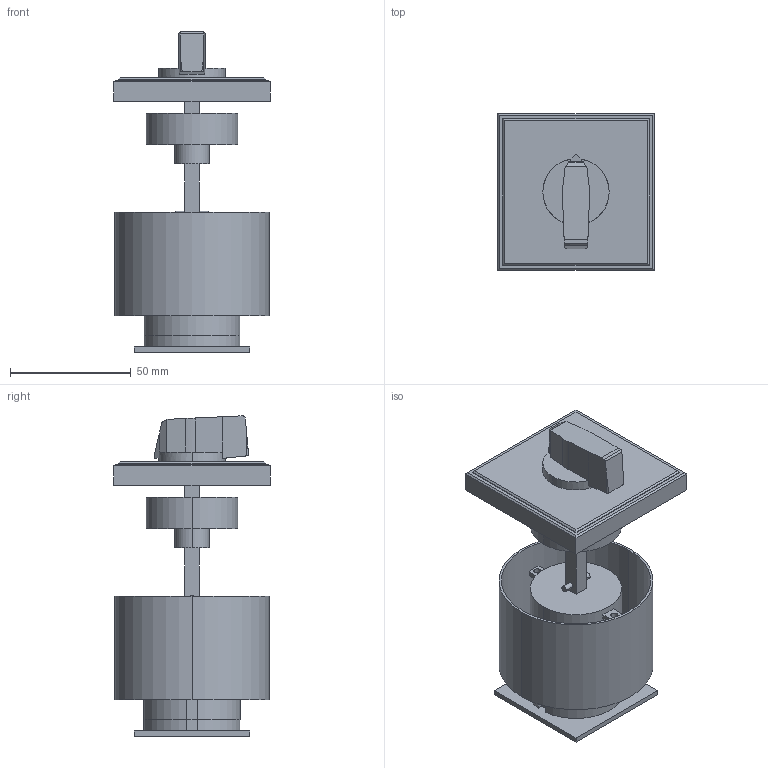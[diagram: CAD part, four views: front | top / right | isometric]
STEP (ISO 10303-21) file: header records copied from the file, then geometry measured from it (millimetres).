
FILE_DESCRIPTION((''),'2;1');
FILE_NAME('3d_7GN2010O88.stp','2012-10-02T14:36:08',(''),(''),'Mechanical Desktop 2011','Mechanical Desktop 2011',', , ');
FILE_SCHEMA(('CONFIG_CONTROL_DESIGN'));
Length unit declared in the file: millimetre
Products named in the file (1): Product
Bounding box: 65 x 65 x 132.75 mm (x, y, z)
Volume: 140723.8 mm3; surface area: 65514.2 mm2
Topology: 13 solids, 13 shells, 152 faces, 357 edges, 235 vertices
Faces by surface type: plane 91, cylinder 35, bspline 26
Entity records: 4451 total; most frequent: CARTESIAN_POINT 851, ORIENTED_EDGE 714, DIRECTION 704, EDGE_CURVE 357, VECTOR 264, LINE 264, VERTEX_POINT 235, AXIS2_PLACEMENT_3D 220
